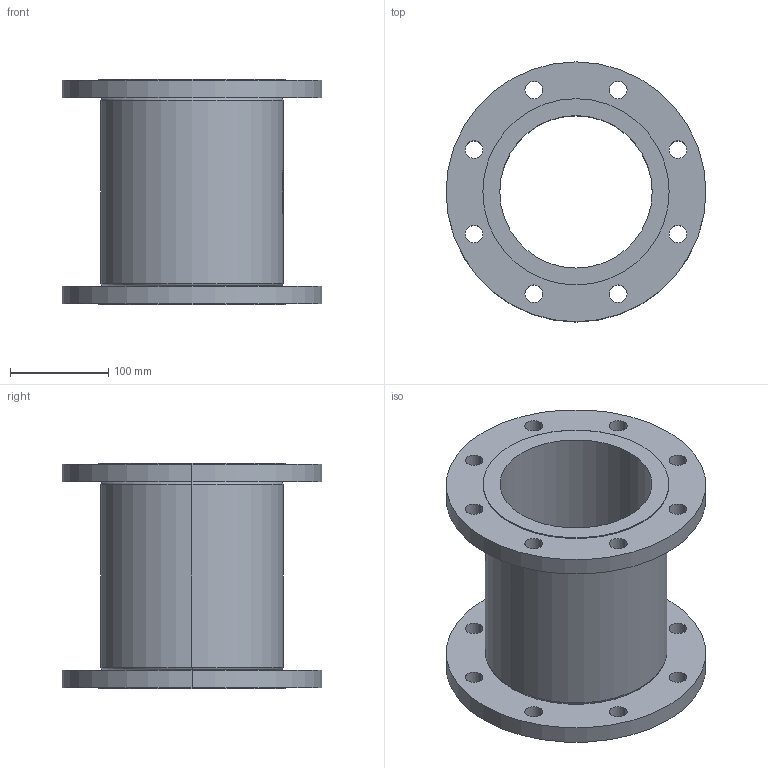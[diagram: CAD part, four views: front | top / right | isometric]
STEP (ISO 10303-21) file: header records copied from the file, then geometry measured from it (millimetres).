
FILE_DESCRIPTION (( 'STEP AP214' ), '1' );
FILE_NAME ('7150000_DN150_PN06_51422043.STEP', '2022-02-02T09:40:30', ( 'axxx' ), ( 'Hewlett-Packard Company' ), 'SwSTEP 2.0', 'SolidWorks 2019', '' );
FILE_SCHEMA (( 'AUTOMOTIVE_DESIGN' ));
Length unit declared in the file: millimetre
Products named in the file (1): 7150000_DN150_PN06_51422043
Bounding box: 265 x 265 x 230 mm (x, y, z)
Volume: 2798695.9 mm3; surface area: 398692.1 mm2
Topology: 1 solids, 1 shells, 545 faces, 1427 edges, 950 vertices
Faces by surface type: plane 253, bspline 224, cylinder 64, torus 4
Entity records: 29488 total; most frequent: CARTESIAN_POINT 17465, ORIENTED_EDGE 2854, DIRECTION 1738, EDGE_CURVE 1427, VERTEX_POINT 950, VECTOR 772, LINE 772, EDGE_LOOP 645
